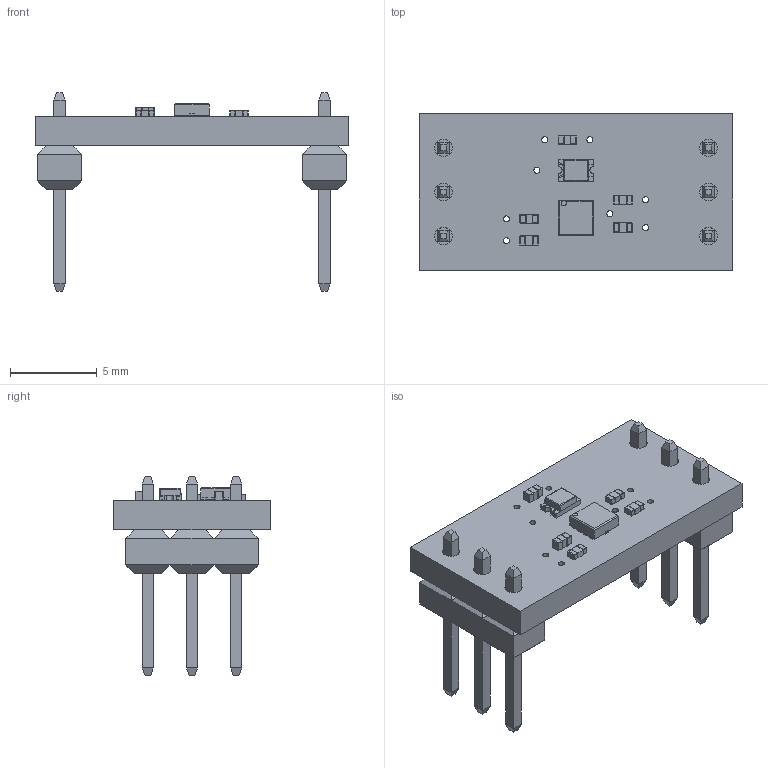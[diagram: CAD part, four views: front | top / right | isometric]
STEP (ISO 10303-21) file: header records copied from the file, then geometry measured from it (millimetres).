
FILE_DESCRIPTION(/* description */ (''),/* implementation_level */ '2;1');
FILE_NAME(/* name */ 'abe08b86-8cfa-4c2c-ab22-a87628bad55d.stp',/* time_stamp */ '2021-01-12T03:25:23+00:00',/* author */ (''),/* organization */ (''),/* preprocessor_version */ 'ST-DEVELOPER v18.1',/* originating_system */ 'Autodesk Translation Framework v9.7.1.1290',/* authorisation */ '');
FILE_SCHEMA (('AUTOMOTIVE_DESIGN { 1 0 10303 214 3 1 1 }'));
Length unit declared in the file: millimetre
Products named in the file (13): abe08b86-8cfa-4c2c-ab22-a87628bad55d; PCB Component; Board; PTH VERT MALE; SI1153-AB09-GM; 22uF/6.3V; 47K; VSMY1850X01; base; cover; housing; marking; base_2
Assembly tree (17 placements, depth 4):
  abe08b86-8cfa-4c2c-ab22-a87628bad55d
    PCB Component
      Board
      PTH VERT MALE  x2
      SI1153-AB09-GM
      22uF/6.3V  x2
      47K  x3
      VSMY1850X01
        base
        cover
        housing
        marking  x2
        base_2
Bounding box: 18 x 9 x 11.43 mm (x, y, z)
Volume: 372.6 mm3; surface area: 783.8 mm2
Topology: 20 solids, 20 shells, 670 faces, 1463 edges, 852 vertices
Faces by surface type: plane 425, cylinder 161, sphere 84
Full cylindrical faces by diameter (mm): 0.35 x8, 1 x6
Entity records: 12088 total; most frequent: DIRECTION 1985, CARTESIAN_POINT 1933, ORIENTED_EDGE 1862, EDGE_CURVE 931, LINE 753, VECTOR 753, AXIS2_PLACEMENT_3D 616, VERTEX_POINT 564
